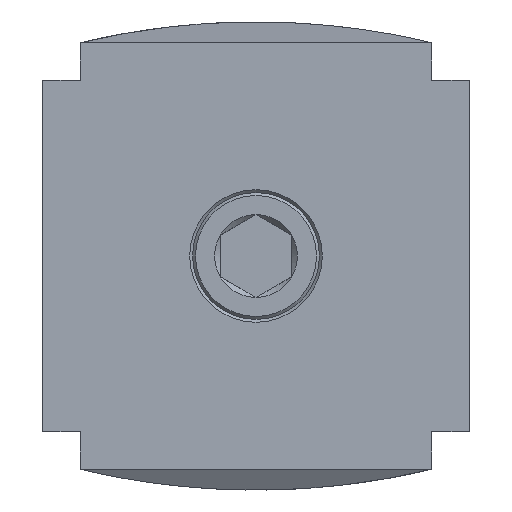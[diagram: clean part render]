
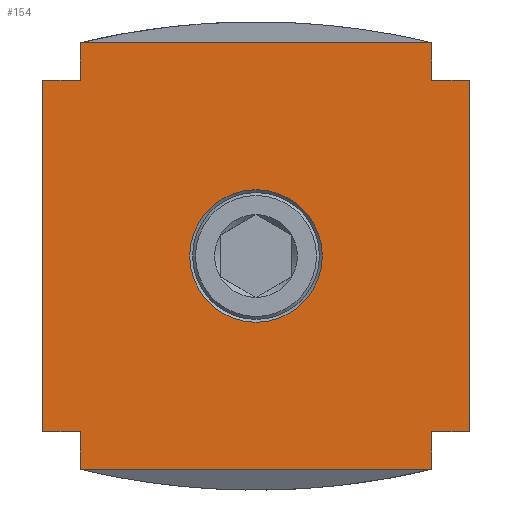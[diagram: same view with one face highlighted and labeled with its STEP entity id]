
A CAD part, front view. The second image highlights one B-rep face of the part: STEP entity #154.
In plain terms, the highlighted planar face has unit normal (0, -1, 0).
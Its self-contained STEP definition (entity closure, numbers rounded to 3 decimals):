
#154 = ADVANCED_FACE( '', ( #428, #429 ), #430, .F. );
#428 = FACE_OUTER_BOUND( '', #955, .T. );
#429 = FACE_BOUND( '', #956, .T. );
#430 = PLANE( '', #957 );
#955 = EDGE_LOOP( '', ( #1569, #1570, #1571, #1572, #1573, #1574, #1575, #1576, #1577, #1578, #1579, #1580 ) );
#956 = EDGE_LOOP( '', ( #1581 ) );
#957 = AXIS2_PLACEMENT_3D( '', #1582, #1583, #1584 );
#1569 = ORIENTED_EDGE( '', *, *, #3310, .F. );
#1570 = ORIENTED_EDGE( '', *, *, #3311, .F. );
#1571 = ORIENTED_EDGE( '', *, *, #3312, .F. );
#1572 = ORIENTED_EDGE( '', *, *, #3313, .T. );
#1573 = ORIENTED_EDGE( '', *, *, #3314, .F. );
#1574 = ORIENTED_EDGE( '', *, *, #3315, .T. );
#1575 = ORIENTED_EDGE( '', *, *, #3262, .F. );
#1576 = ORIENTED_EDGE( '', *, *, #3316, .T. );
#1577 = ORIENTED_EDGE( '', *, *, #3317, .T. );
#1578 = ORIENTED_EDGE( '', *, *, #3318, .F. );
#1579 = ORIENTED_EDGE( '', *, *, #3319, .F. );
#1580 = ORIENTED_EDGE( '', *, *, #3320, .T. );
#1581 = ORIENTED_EDGE( '', *, *, #3321, .F. );
#1582 = CARTESIAN_POINT( '', ( 0., -51., -103.36 ) );
#1583 = DIRECTION( '', ( 0., 1., 0. ) );
#1584 = DIRECTION( '', ( 0., 0., 1. ) );
#3262 = EDGE_CURVE( '', #3826, #3828, #3829, .T. );
#3310 = EDGE_CURVE( '', #3909, #3910, #3911, .T. );
#3311 = EDGE_CURVE( '', #3912, #3909, #3913, .T. );
#3312 = EDGE_CURVE( '', #3914, #3912, #3915, .T. );
#3313 = EDGE_CURVE( '', #3914, #3916, #3917, .T. );
#3314 = EDGE_CURVE( '', #3918, #3916, #3919, .T. );
#3315 = EDGE_CURVE( '', #3918, #3828, #3920, .T. );
#3316 = EDGE_CURVE( '', #3826, #3921, #3922, .T. );
#3317 = EDGE_CURVE( '', #3921, #3923, #3924, .T. );
#3318 = EDGE_CURVE( '', #3925, #3923, #3926, .T. );
#3319 = EDGE_CURVE( '', #3927, #3925, #3928, .T. );
#3320 = EDGE_CURVE( '', #3927, #3910, #3929, .T. );
#3321 = EDGE_CURVE( '', #3930, #3930, #3931, .T. );
#3826 = VERTEX_POINT( '', #4771 );
#3828 = VERTEX_POINT( '', #4774 );
#3829 = LINE( '', #4775, #4776 );
#3909 = VERTEX_POINT( '', #4951 );
#3910 = VERTEX_POINT( '', #4952 );
#3911 = LINE( '', #4953, #4954 );
#3912 = VERTEX_POINT( '', #4955 );
#3913 = LINE( '', #4956, #4957 );
#3914 = VERTEX_POINT( '', #4958 );
#3915 = LINE( '', #4959, #4960 );
#3916 = VERTEX_POINT( '', #4961 );
#3917 = LINE( '', #4962, #4963 );
#3918 = VERTEX_POINT( '', #4964 );
#3919 = LINE( '', #4965, #4966 );
#3920 = LINE( '', #4967, #4968 );
#3921 = VERTEX_POINT( '', #4969 );
#3922 = LINE( '', #4970, #4971 );
#3923 = VERTEX_POINT( '', #4972 );
#3924 = LINE( '', #4973, #4974 );
#3925 = VERTEX_POINT( '', #4975 );
#3926 = LINE( '', #4976, #4977 );
#3927 = VERTEX_POINT( '', #4978 );
#3928 = LINE( '', #4979, #4980 );
#3929 = LINE( '', #4981, #4982 );
#3930 = VERTEX_POINT( '', #4983 );
#3931 = CIRCLE( '', #4984, 13.221 );
#4771 = CARTESIAN_POINT( '', ( -35., -51., 35. ) );
#4774 = CARTESIAN_POINT( '', ( -35., -51., 42.5 ) );
#4775 = CARTESIAN_POINT( '', ( -35., -51., -42.5 ) );
#4776 = VECTOR( '', #6243, 1000. );
#4951 = CARTESIAN_POINT( '', ( 35., -51., -35. ) );
#4952 = CARTESIAN_POINT( '', ( 35., -51., -42.5 ) );
#4953 = CARTESIAN_POINT( '', ( 35., -51., 42.5 ) );
#4954 = VECTOR( '', #6321, 1000. );
#4955 = CARTESIAN_POINT( '', ( 42.5, -51., -35. ) );
#4956 = CARTESIAN_POINT( '', ( 42.5, -51., -35. ) );
#4957 = VECTOR( '', #6322, 1000. );
#4958 = CARTESIAN_POINT( '', ( 42.5, -51., 35. ) );
#4959 = CARTESIAN_POINT( '', ( 42.5, -51., 35. ) );
#4960 = VECTOR( '', #6323, 1000. );
#4961 = CARTESIAN_POINT( '', ( 35., -51., 35. ) );
#4962 = CARTESIAN_POINT( '', ( 42.5, -51., 35. ) );
#4963 = VECTOR( '', #6324, 1000. );
#4964 = CARTESIAN_POINT( '', ( 35., -51., 42.5 ) );
#4965 = CARTESIAN_POINT( '', ( 35., -51., 42.5 ) );
#4966 = VECTOR( '', #6325, 1000. );
#4967 = CARTESIAN_POINT( '', ( 0., -51., 42.5 ) );
#4968 = VECTOR( '', #6326, 1000. );
#4969 = CARTESIAN_POINT( '', ( -42.5, -51., 35. ) );
#4970 = CARTESIAN_POINT( '', ( 42.5, -51., 35. ) );
#4971 = VECTOR( '', #6327, 1000. );
#4972 = CARTESIAN_POINT( '', ( -42.5, -51., -35. ) );
#4973 = CARTESIAN_POINT( '', ( -42.5, -51., 35. ) );
#4974 = VECTOR( '', #6328, 1000. );
#4975 = CARTESIAN_POINT( '', ( -35., -51., -35. ) );
#4976 = CARTESIAN_POINT( '', ( 42.5, -51., -35. ) );
#4977 = VECTOR( '', #6329, 1000. );
#4978 = CARTESIAN_POINT( '', ( -35., -51., -42.5 ) );
#4979 = CARTESIAN_POINT( '', ( -35., -51., -42.5 ) );
#4980 = VECTOR( '', #6330, 1000. );
#4981 = CARTESIAN_POINT( '', ( 0., -51., -42.5 ) );
#4982 = VECTOR( '', #6331, 1000. );
#4983 = CARTESIAN_POINT( '', ( 0., -51., -13.221 ) );
#4984 = AXIS2_PLACEMENT_3D( '', #6332, #6333, #6334 );
#6243 = DIRECTION( '', ( 0., 0., 1. ) );
#6321 = DIRECTION( '', ( 0., 0., -1. ) );
#6322 = DIRECTION( '', ( -1., 0., 0. ) );
#6323 = DIRECTION( '', ( 0., 0., -1. ) );
#6324 = DIRECTION( '', ( -1., 0., 0. ) );
#6325 = DIRECTION( '', ( 0., 0., -1. ) );
#6326 = DIRECTION( '', ( -1., 0., 0. ) );
#6327 = DIRECTION( '', ( -1., 0., 0. ) );
#6328 = DIRECTION( '', ( 0., 0., -1. ) );
#6329 = DIRECTION( '', ( -1., 0., 0. ) );
#6330 = DIRECTION( '', ( 0., 0., 1. ) );
#6331 = DIRECTION( '', ( 1., 0., 0. ) );
#6332 = CARTESIAN_POINT( '', ( 0., -51., 0. ) );
#6333 = DIRECTION( '', ( 0., -1., 0. ) );
#6334 = DIRECTION( '', ( 0., 0., -1. ) );
